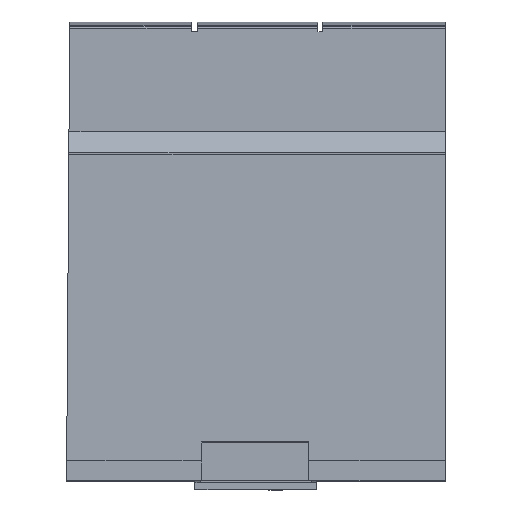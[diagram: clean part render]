
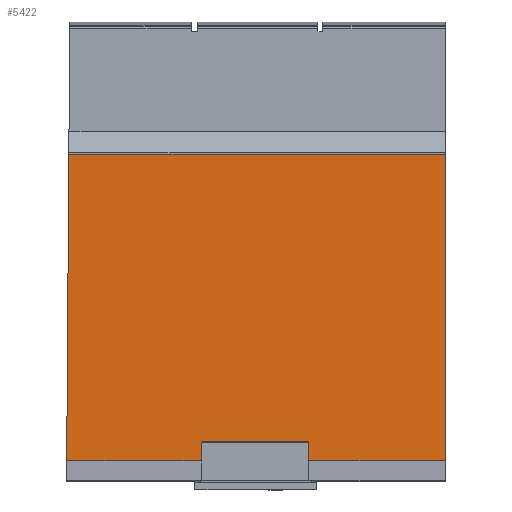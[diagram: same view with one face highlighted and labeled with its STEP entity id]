
A CAD part, top view. The second image highlights one B-rep face of the part: STEP entity #5422.
In plain terms, the highlighted planar face has unit normal (0, 0.007, 1).
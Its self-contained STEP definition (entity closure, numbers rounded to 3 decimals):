
#394=DIRECTION('',(0.,1.,-0.007));
#395=VECTOR('',#394,43.795);
#396=CARTESIAN_POINT('',(27.167,-40.398,-1.377));
#397=LINE('',#396,#395);
#550=DIRECTION('',(-0.007,-1.,0.007));
#551=VECTOR('',#550,43.796);
#552=CARTESIAN_POINT('',(-26.599,3.396,-1.686));
#553=LINE('',#552,#551);
#814=DIRECTION('',(-1.,0.001,0.));
#815=VECTOR('',#814,2.297);
#816=CARTESIAN_POINT('',(-24.607,-40.402,
-1.377));
#817=LINE('',#816,#815);
#818=DIRECTION('',(1.,0.,0.));
#819=VECTOR('',#818,53.765);
#820=CARTESIAN_POINT('',(-26.599,3.396,-1.686));
#821=LINE('',#820,#819);
#822=DIRECTION('',(-1.,0.,0.));
#823=VECTOR('',#822,15.3);
#824=CARTESIAN_POINT('',(7.65,-37.698,-1.397));
#825=LINE('',#824,#823);
#826=DIRECTION('',(0.,-1.,0.007));
#827=VECTOR('',#826,2.706);
#828=CARTESIAN_POINT('',(-7.65,-37.698,
-1.397));
#829=LINE('',#828,#827);
#830=DIRECTION('',(1.,0.,0.));
#831=VECTOR('',#830,12.4);
#832=CARTESIAN_POINT('',(-24.607,-40.402,
-1.377));
#833=LINE('',#832,#831);
#834=DIRECTION('',(1.,-0.001,0.));
#835=VECTOR('',#834,4.557);
#836=CARTESIAN_POINT('',(-12.207,-40.402,
-1.377));
#837=LINE('',#836,#835);
#866=DIRECTION('',(0.,-1.,0.007));
#867=VECTOR('',#866,2.706);
#868=CARTESIAN_POINT('',(7.65,-37.698,-1.397));
#869=LINE('',#868,#867);
#878=DIRECTION('',(1.,0.,0.));
#879=VECTOR('',#878,19.517);
#880=CARTESIAN_POINT('',(7.65,-40.405,-1.377));
#881=LINE('',#880,#879);
#3882=CARTESIAN_POINT('',(27.167,-40.398,
-1.377));
#3883=VERTEX_POINT('',#3882);
#3884=CARTESIAN_POINT('',(27.167,3.396,-1.686));
#3885=VERTEX_POINT('',#3884);
#3957=CARTESIAN_POINT('',(-26.599,3.396,
-1.686));
#3958=VERTEX_POINT('',#3957);
#3959=CARTESIAN_POINT('',(-26.904,-40.398,
-1.377));
#3960=VERTEX_POINT('',#3959);
#4155=CARTESIAN_POINT('',(7.65,-37.698,
-1.397));
#4156=CARTESIAN_POINT('',(-7.65,-37.698,
-1.397));
#4157=VERTEX_POINT('',#4155);
#4158=VERTEX_POINT('',#4156);
#4159=CARTESIAN_POINT('',(-7.65,-40.405,
-1.377));
#4160=VERTEX_POINT('',#4159);
#4161=CARTESIAN_POINT('',(7.65,-40.405,
-1.377));
#4162=VERTEX_POINT('',#4161);
#4823=CARTESIAN_POINT('',(-24.607,-40.402,
-1.377));
#4824=CARTESIAN_POINT('',(-12.207,-40.402,
-1.377));
#4825=VERTEX_POINT('',#4823);
#4826=VERTEX_POINT('',#4824);
#5398=CARTESIAN_POINT('',(27.167,3.396,-1.686));
#5399=DIRECTION('',(0.,0.007,1.));
#5400=DIRECTION('',(0.,-1.,0.007));
#5401=AXIS2_PLACEMENT_3D('',#5398,#5399,#5400);
#5402=PLANE('',#5401);
#5404=ORIENTED_EDGE('',*,*,#5403,.F.);
#5406=ORIENTED_EDGE('',*,*,#5405,.F.);
#5408=ORIENTED_EDGE('',*,*,#5407,.T.);
#5409=ORIENTED_EDGE('',*,*,#4989,.F.);
#5410=ORIENTED_EDGE('',*,*,#5391,.T.);
#5411=ORIENTED_EDGE('',*,*,#4866,.F.);
#5413=ORIENTED_EDGE('',*,*,#5412,.F.);
#5415=ORIENTED_EDGE('',*,*,#5414,.F.);
#5417=ORIENTED_EDGE('',*,*,#5416,.T.);
#5419=ORIENTED_EDGE('',*,*,#5418,.T.);
#5420=EDGE_LOOP('',(#5404,#5406,#5408,#5409,#5410,#5411,#5413,#5415,#5417,
#5419));
#5421=FACE_OUTER_BOUND('',#5420,.F.);
#4866=EDGE_CURVE('',#3883,#3885,#397,.T.);
#4989=EDGE_CURVE('',#3958,#3960,#553,.T.);
#5391=EDGE_CURVE('',#3958,#3885,#821,.T.);
#5403=EDGE_CURVE('',#4826,#4160,#837,.T.);
#5405=EDGE_CURVE('',#4825,#4826,#833,.T.);
#5407=EDGE_CURVE('',#4825,#3960,#817,.T.);
#5412=EDGE_CURVE('',#4162,#3883,#881,.T.);
#5414=EDGE_CURVE('',#4157,#4162,#869,.T.);
#5416=EDGE_CURVE('',#4157,#4158,#825,.T.);
#5418=EDGE_CURVE('',#4158,#4160,#829,.T.);
#5422=ADVANCED_FACE('',(#5421),#5402,.T.);
